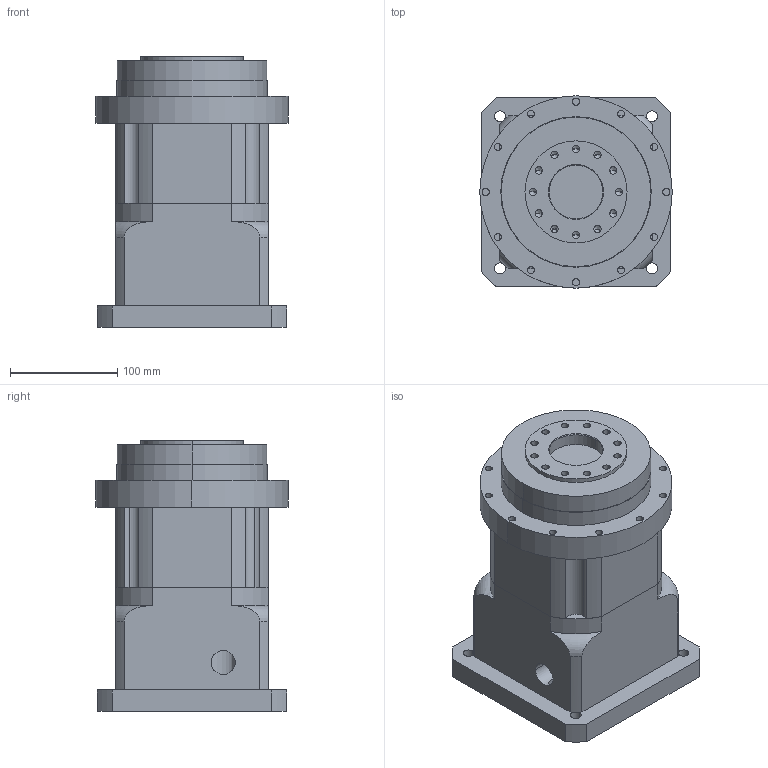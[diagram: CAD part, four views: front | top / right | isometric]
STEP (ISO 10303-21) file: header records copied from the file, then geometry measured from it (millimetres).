
FILE_DESCRIPTION (( 'STEP AP214' ), '1' );
FILE_NAME ('DF150-L1-XX-42-114.3-200-M12_2019.STEP', '2019-03-14T06:29:46', ( 'Y' ), ( 'NCU' ), 'SwSTEP 2.0', 'SolidWorks 2016', '' );
FILE_SCHEMA (( 'AUTOMOTIVE_DESIGN' ));
Length unit declared in the file: millimetre
Products named in the file (1): DF150-L1-XX-42-114.3-200-M12_2019
Bounding box: 179 x 179 x 252 mm (x, y, z)
Volume: 4440382.1 mm3; surface area: 396421.8 mm2
Topology: 3 solids, 13 shells, 427 faces, 1004 edges, 626 vertices
Faces by surface type: cylinder 192, plane 165, cone 66, torus 4
Entity records: 14566 total; most frequent: CARTESIAN_POINT 2742, DIRECTION 2222, ORIENTED_EDGE 1944, EDGE_CURVE 972, AXIS2_PLACEMENT_3D 846, VERTEX_POINT 626, LINE 530, VECTOR 530
